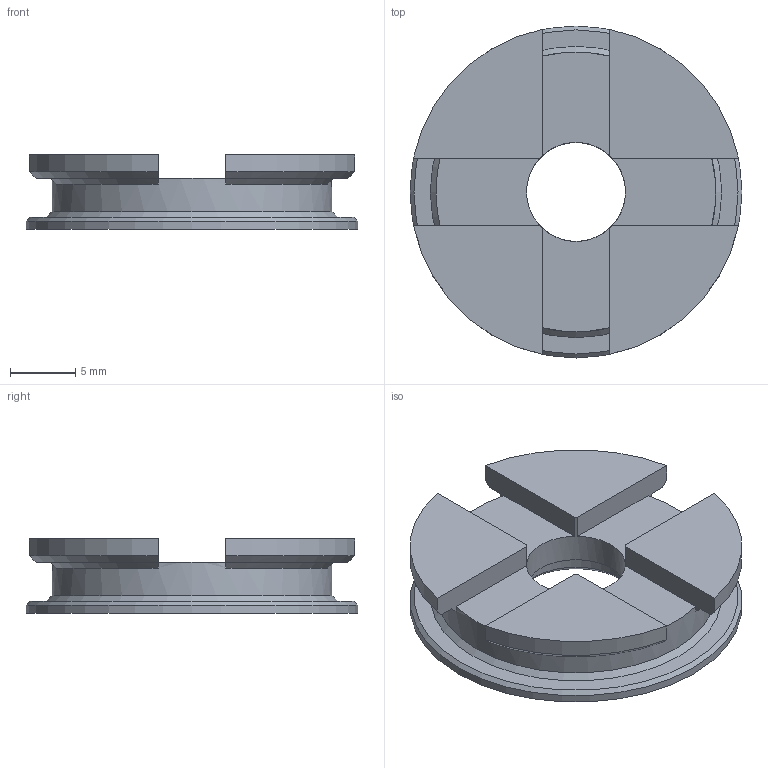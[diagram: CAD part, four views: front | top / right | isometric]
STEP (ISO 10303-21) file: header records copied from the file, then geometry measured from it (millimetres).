
FILE_DESCRIPTION(/* description */ ('STEP AP214'),/* implementation_level */ '2;1');
FILE_NAME(/* name */ '683c514c4258294a187f3e57',/* time_stamp */ '2025-06-01T13:10:37Z',/* author */ (''),/* organization */ (''),/* preprocessor_version */ 'ST-DEVELOPER v20',/* originating_system */ 'ONSHAPE BY PTC INC, 1.198',/* authorisation */ ' ');
FILE_SCHEMA (('AUTOMOTIVE_DESIGN {1 0 10303 214 3 1 1}'));
Length unit declared in the file: metre
Products named in the file (1): Tendon_Spool_05
Bounding box: 25.5 x 25.5 x 5.7 mm (x, y, z)
Volume: 1831.3 mm3; surface area: 1696.6 mm2
Topology: 1 solids, 1 shells, 42 faces, 115 edges, 76 vertices
Faces by surface type: plane 23, cone 11, cylinder 8
Full cylindrical faces by diameter (mm): 7.6 x1, 9 x1, 21.5 x1, 25.5 x1
Entity records: 1332 total; most frequent: CARTESIAN_POINT 269, DIRECTION 216, ORIENTED_EDGE 210, EDGE_CURVE 105, AXIS2_PLACEMENT_3D 84, VERTEX_POINT 73, EDGE_LOOP 52, FACE_BOUND 52
